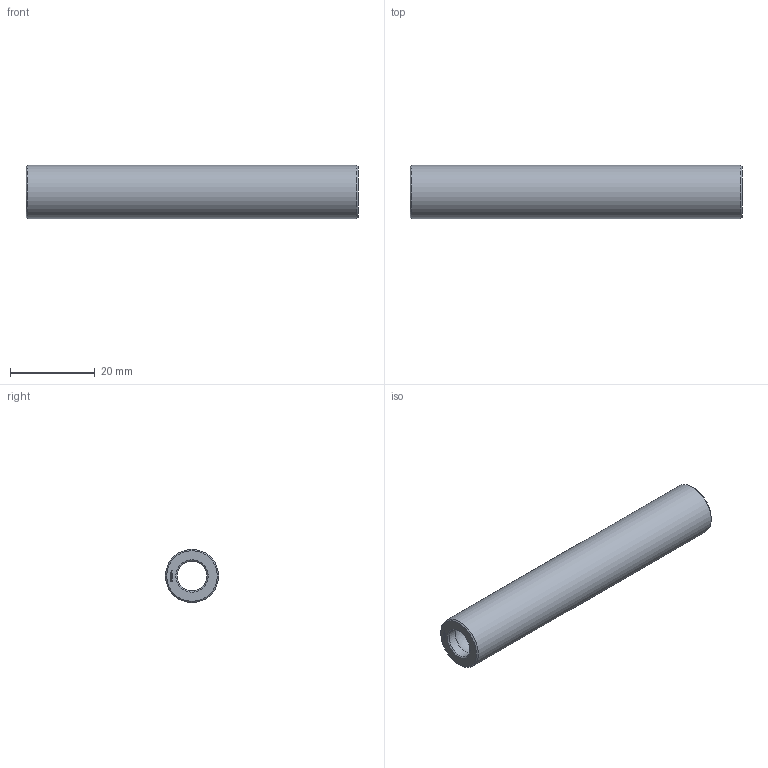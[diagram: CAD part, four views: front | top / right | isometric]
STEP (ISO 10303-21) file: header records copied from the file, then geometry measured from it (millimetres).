
FILE_DESCRIPTION(('FreeCAD Model'),'2;1');
FILE_NAME('Open CASCADE Shape Model','2024-01-02T17:36:10',(''),(''), 'Open CASCADE STEP processor 7.6','FreeCAD','Unknown');
FILE_SCHEMA(('AUTOMOTIVE_DESIGN { 1 0 10303 214 1 1 1 1 }'));
Length unit declared in the file: millimetre
Products named in the file (1): Spacer FRE BU01.00x06.25 - SPN-SPR-0074 (stemfie.org)
Bounding box: 78.12 x 12.5 x 12.5 mm (x, y, z)
Volume: 5988.8 mm3; surface area: 5140.2 mm2
Topology: 1 solids, 1 shells, 491 faces, 1348 edges, 892 vertices
Faces by surface type: plane 315, extrusion 154, cylinder 8, sphere 6, cone 4, revolution 4
Full cylindrical faces by diameter (mm): 7 x7, 12.5 x1
Entity records: 33138 total; most frequent: CARTESIAN_POINT 6984, DIRECTION 4294, VECTOR 3544, LINE 3390, ORIENTED_EDGE 2696, PCURVE 2696, DEFINITIONAL_REPRESENTATION 2696, EDGE_CURVE 1348
